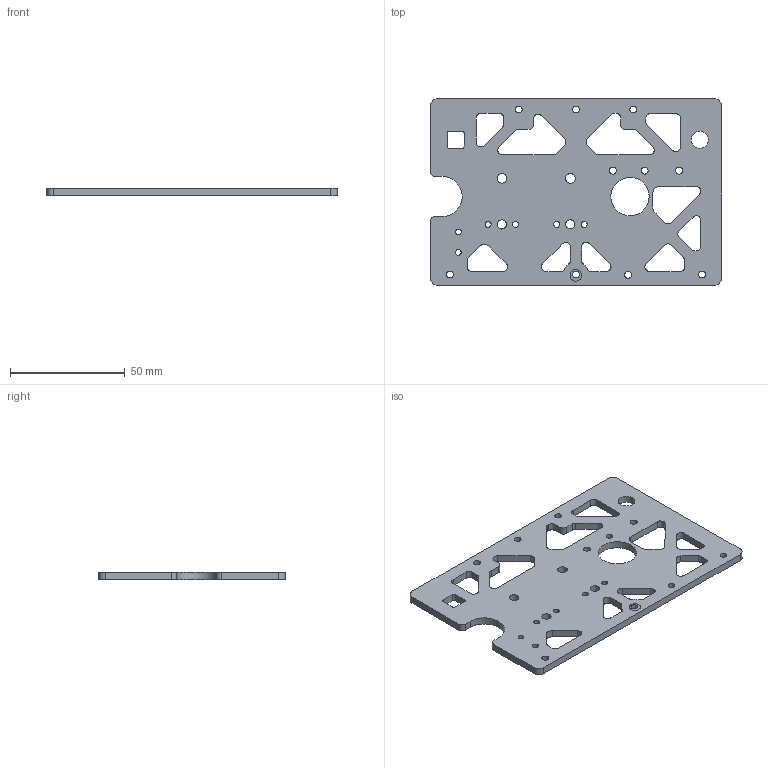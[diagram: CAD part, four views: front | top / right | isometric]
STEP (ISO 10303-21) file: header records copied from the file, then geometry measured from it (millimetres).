
FILE_DESCRIPTION(/* description */ (''),/* implementation_level */ '2;1');
FILE_NAME(/* name */ 'X carridge mount cube pro aluminium CNC cut.step',/* time_stamp */ '2023-10-12T20:19:09+13:00',/* author */ (''),/* organization */ (''),/* preprocessor_version */ 'ST-DEVELOPER v20',/* originating_system */ 'Autodesk Translation Framework v12.9.0.99',/* authorisation */ '');
FILE_SCHEMA (('AUTOMOTIVE_DESIGN { 1 0 10303 214 3 1 1 }'));
Length unit declared in the file: millimetre
Products named in the file (1): dragchain mount lower
Bounding box: 127 x 81.4 x 3.25 mm (x, y, z)
Volume: 25610.8 mm3; surface area: 19859 mm2
Topology: 1 solids, 1 shells, 140 faces, 411 edges, 274 vertices
Faces by surface type: cylinder 81, plane 59
Full cylindrical faces by diameter (mm): 2.5 x2, 2.6 x4, 3 x10, 4 x2, 4.2 x2, 5.032 x1, 7.35 x1, 16.739 x1
Entity records: 4882 total; most frequent: DIRECTION 855, CARTESIAN_POINT 826, ORIENTED_EDGE 822, EDGE_CURVE 411, AXIS2_PLACEMENT_3D 303, VERTEX_POINT 274, LINE 249, VECTOR 249
